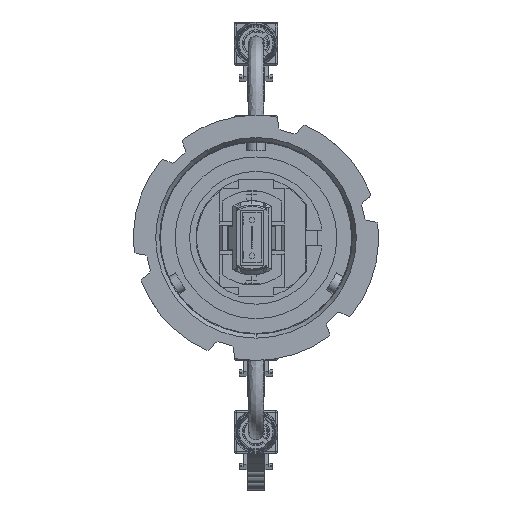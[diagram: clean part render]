
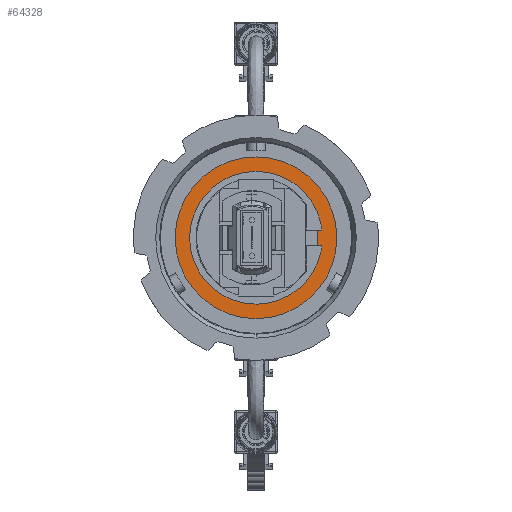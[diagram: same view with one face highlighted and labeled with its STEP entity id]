
A CAD part, left-side view. The second image highlights one B-rep face of the part: STEP entity #64328.
In plain terms, the highlighted face is planar.
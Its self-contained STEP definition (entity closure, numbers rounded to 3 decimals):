
#222 = DIRECTION ( 'NONE',  ( 0., 0., -1. ) ) ;
#296 = DIRECTION ( 'NONE',  ( 0., -1., 0. ) ) ;
#548 = CARTESIAN_POINT ( 'NONE',  ( 1., -6.45, -1.207 ) ) ;
#900 = VERTEX_POINT ( 'NONE', #70854 ) ;
#2145 = EDGE_LOOP ( 'NONE', ( #51457, #34763 ) ) ;
#2271 = CARTESIAN_POINT ( 'NONE',  ( -8.55, 0., -1.207 ) ) ;
#3814 = DIRECTION ( 'NONE',  ( 1., 0., 0. ) ) ;
#5333 = VERTEX_POINT ( 'NONE', #35328 ) ;
#7824 = CARTESIAN_POINT ( 'NONE',  ( 0., 0., -1.207 ) ) ;
#8047 = VERTEX_POINT ( 'NONE', #22356 ) ;
#9632 = CIRCLE ( 'NONE', #53179, 8.55 ) ;
#9852 = DIRECTION ( 'NONE',  ( 0., 0., 1. ) ) ;
#10386 = DIRECTION ( 'NONE',  ( 1., 0., 0. ) ) ;
#10824 = CIRCLE ( 'NONE', #31901, 7.967 ) ;
#13978 = EDGE_LOOP ( 'NONE', ( #72134, #60237, #55257, #35715, #23391, #57147, #49762, #44089 ) ) ;
#14267 = VECTOR ( 'NONE', #296, 1000. ) ;
#14591 = CARTESIAN_POINT ( 'NONE',  ( 0., 0., -1.207 ) ) ;
#17919 = AXIS2_PLACEMENT_3D ( 'NONE', #22175, #23404, #67188 ) ;
#19467 = DIRECTION ( 'NONE',  ( 0., 1., 0. ) ) ;
#20188 = FACE_OUTER_BOUND ( 'NONE', #2145, .T. ) ;
#21107 = CARTESIAN_POINT ( 'NONE',  ( -1., -7.904, -1.207 ) ) ;
#21851 = AXIS2_PLACEMENT_3D ( 'NONE', #7824, #9852, #79199 ) ;
#22175 = CARTESIAN_POINT ( 'NONE',  ( 0., 0., -1.207 ) ) ;
#22356 = CARTESIAN_POINT ( 'NONE',  ( 10.414, 0., -1.207 ) ) ;
#22755 = CARTESIAN_POINT ( 'NONE',  ( 0., 0., -1.207 ) ) ;
#23391 = ORIENTED_EDGE ( 'NONE', *, *, #37983, .T. ) ;
#23404 = DIRECTION ( 'NONE',  ( 0., 0., -1. ) ) ;
#23911 = DIRECTION ( 'NONE',  ( 0., 0., -1. ) ) ;
#26343 = EDGE_CURVE ( 'NONE', #29849, #41994, #71908, .T. ) ;
#28090 = CARTESIAN_POINT ( 'NONE',  ( -2., -8.313, -1.207 ) ) ;
#28218 = CARTESIAN_POINT ( 'NONE',  ( 0., 0., -1.207 ) ) ;
#28777 = AXIS2_PLACEMENT_3D ( 'NONE', #28218, #77385, #66625 ) ;
#29321 = CARTESIAN_POINT ( 'NONE',  ( 0., 0., -1.207 ) ) ;
#29459 = VERTEX_POINT ( 'NONE', #81628 ) ;
#29849 = VERTEX_POINT ( 'NONE', #2271 ) ;
#31245 = VERTEX_POINT ( 'NONE', #21107 ) ;
#31574 = CARTESIAN_POINT ( 'NONE',  ( 2., -8.313, -1.207 ) ) ;
#31901 = AXIS2_PLACEMENT_3D ( 'NONE', #22755, #60336, #3814 ) ;
#33108 = VERTEX_POINT ( 'NONE', #28090 ) ;
#34763 = ORIENTED_EDGE ( 'NONE', *, *, #79525, .F. ) ;
#35328 = CARTESIAN_POINT ( 'NONE',  ( 1., -7.904, -1.207 ) ) ;
#35670 = DIRECTION ( 'NONE',  ( 1., 0., 0. ) ) ;
#35715 = ORIENTED_EDGE ( 'NONE', *, *, #71104, .T. ) ;
#36622 = AXIS2_PLACEMENT_3D ( 'NONE', #43299, #67680, #68465 ) ;
#36963 = CARTESIAN_POINT ( 'NONE',  ( -1., -6.45, -1.207 ) ) ;
#37983 = EDGE_CURVE ( 'NONE', #5333, #31245, #10824, .T. ) ;
#39361 = DIRECTION ( 'NONE',  ( 1., 0., 0. ) ) ;
#39440 = AXIS2_PLACEMENT_3D ( 'NONE', #29321, #23911, #54918 ) ;
#41762 = CARTESIAN_POINT ( 'NONE',  ( 0., 0., -1.207 ) ) ;
#41994 = VERTEX_POINT ( 'NONE', #79967 ) ;
#43212 = CIRCLE ( 'NONE', #36622, 10.414 ) ;
#43299 = CARTESIAN_POINT ( 'NONE',  ( 0., 0., -1.207 ) ) ;
#44089 = ORIENTED_EDGE ( 'NONE', *, *, #77478, .T. ) ;
#44372 = EDGE_CURVE ( 'NONE', #8047, #29459, #48699, .T. ) ;
#44771 = CARTESIAN_POINT ( 'NONE',  ( -1., -8.491, -1.207 ) ) ;
#45245 = VERTEX_POINT ( 'NONE', #44771 ) ;
#47752 = VECTOR ( 'NONE', #19467, 1000. ) ;
#48699 = CIRCLE ( 'NONE', #39440, 10.414 ) ;
#49762 = ORIENTED_EDGE ( 'NONE', *, *, #80023, .T. ) ;
#51256 = LINE ( 'NONE', #548, #47752 ) ;
#51457 = ORIENTED_EDGE ( 'NONE', *, *, #44372, .F. ) ;
#51490 = EDGE_CURVE ( 'NONE', #57186, #900, #9632, .T. ) ;
#53179 = AXIS2_PLACEMENT_3D ( 'NONE', #41762, #66959, #10386 ) ;
#53493 = EDGE_CURVE ( 'NONE', #41994, #57186, #80241, .T. ) ;
#53810 = CIRCLE ( 'NONE', #80228, 8.55 ) ;
#54918 = DIRECTION ( 'NONE',  ( -1., 0., 0. ) ) ;
#55086 = CARTESIAN_POINT ( 'NONE',  ( 0., 0., -1.207 ) ) ;
#55257 = ORIENTED_EDGE ( 'NONE', *, *, #51490, .T. ) ;
#57147 = ORIENTED_EDGE ( 'NONE', *, *, #79908, .T. ) ;
#57186 = VERTEX_POINT ( 'NONE', #31574 ) ;
#60237 = ORIENTED_EDGE ( 'NONE', *, *, #53493, .T. ) ;
#60336 = DIRECTION ( 'NONE',  ( 0., 0., -1. ) ) ;
#64328 = ADVANCED_FACE ( 'NONE', ( #76761, #20188 ), #70571, .T. ) ;
#66625 = DIRECTION ( 'NONE',  ( 1., 0., 0. ) ) ;
#66959 = DIRECTION ( 'NONE',  ( 0., 0., -1. ) ) ;
#67188 = DIRECTION ( 'NONE',  ( 1., 0., 0. ) ) ;
#67680 = DIRECTION ( 'NONE',  ( 0., 0., -1. ) ) ;
#67900 = DIRECTION ( 'NONE',  ( 0., 0., -1. ) ) ;
#68465 = DIRECTION ( 'NONE',  ( -1., 0., 0. ) ) ;
#68787 = LINE ( 'NONE', #36963, #14267 ) ;
#70571 = PLANE ( 'NONE',  #21851 ) ;
#70854 = CARTESIAN_POINT ( 'NONE',  ( 1., -8.491, -1.207 ) ) ;
#71104 = EDGE_CURVE ( 'NONE', #900, #5333, #51256, .T. ) ;
#71908 = CIRCLE ( 'NONE', #75908, 8.55 ) ;
#72134 = ORIENTED_EDGE ( 'NONE', *, *, #26343, .T. ) ;
#75908 = AXIS2_PLACEMENT_3D ( 'NONE', #14591, #222, #39361 ) ;
#76761 = FACE_BOUND ( 'NONE', #13978, .T. ) ;
#77308 = CIRCLE ( 'NONE', #17919, 8.55 ) ;
#77385 = DIRECTION ( 'NONE',  ( 0., 0., -1. ) ) ;
#77478 = EDGE_CURVE ( 'NONE', #33108, #29849, #77308, .T. ) ;
#79199 = DIRECTION ( 'NONE',  ( 1., 0., 0. ) ) ;
#79525 = EDGE_CURVE ( 'NONE', #29459, #8047, #43212, .T. ) ;
#79908 = EDGE_CURVE ( 'NONE', #31245, #45245, #68787, .T. ) ;
#79967 = CARTESIAN_POINT ( 'NONE',  ( 8.55, 0., -1.207 ) ) ;
#80023 = EDGE_CURVE ( 'NONE', #45245, #33108, #53810, .T. ) ;
#80228 = AXIS2_PLACEMENT_3D ( 'NONE', #55086, #67900, #35670 ) ;
#80241 = CIRCLE ( 'NONE', #28777, 8.55 ) ;
#81628 = CARTESIAN_POINT ( 'NONE',  ( -10.414, 0., -1.207 ) ) ;
